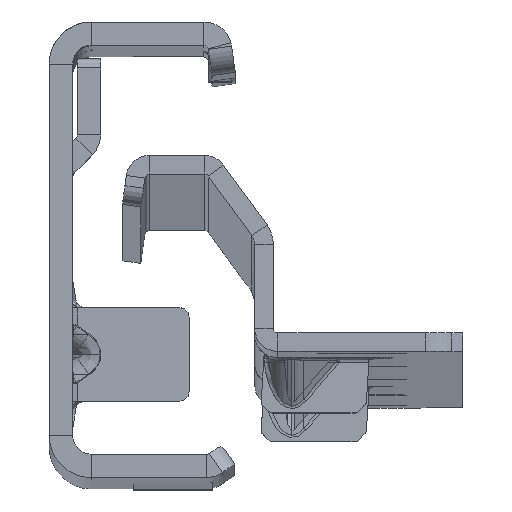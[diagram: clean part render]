
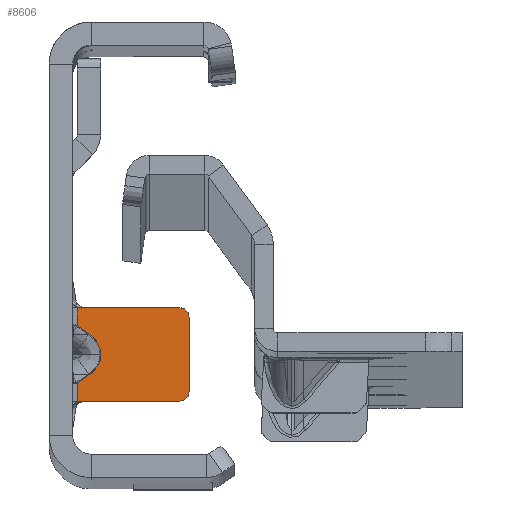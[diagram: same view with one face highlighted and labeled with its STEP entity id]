
A CAD part, top view. The second image highlights one B-rep face of the part: STEP entity #8606.
In plain terms, the highlighted planar face has unit normal (0, 0, 1).
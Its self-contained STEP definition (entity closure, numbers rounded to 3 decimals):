
#11 = VECTOR ( 'NONE', #12804, 1000. ) ;
#57 = DIRECTION ( 'NONE',  ( 0., 0., 1. ) ) ;
#140 = CARTESIAN_POINT ( 'NONE',  ( 0.5, -6.519, -691.5 ) ) ;
#285 = VERTEX_POINT ( 'NONE', #4303 ) ;
#309 = CARTESIAN_POINT ( 'NONE',  ( 0.5, 22.3, -691.5 ) ) ;
#804 = CARTESIAN_POINT ( 'NONE',  ( 0.5, -14.6, -691.5 ) ) ;
#1069 = CARTESIAN_POINT ( 'NONE',  ( 3.573, -10.508, -691.5 ) ) ;
#1185 = VERTEX_POINT ( 'NONE', #804 ) ;
#1363 = AXIS2_PLACEMENT_3D ( 'NONE', #11546, #57, #9216 ) ;
#1369 = LINE ( 'NONE', #3704, #13921 ) ;
#1461 = VERTEX_POINT ( 'NONE', #9100 ) ;
#1635 = ORIENTED_EDGE ( 'NONE', *, *, #4422, .F. ) ;
#1808 = PLANE ( 'NONE',  #4157 ) ;
#1895 =( BOUNDED_CURVE ( )  B_SPLINE_CURVE ( 3, ( #2145, #1069, #15103, #16097 ),
 .UNSPECIFIED., .F., .T. ) 
 B_SPLINE_CURVE_WITH_KNOTS ( ( 4, 4 ),
 ( 2.356, 3.927 ),
 .UNSPECIFIED. ) 
 CURVE ( )  GEOMETRIC_REPRESENTATION_ITEM ( )  RATIONAL_B_SPLINE_CURVE ( ( 1., 0.805, 0.805, 1. ) ) 
 REPRESENTATION_ITEM ( '' )  );
#2028 = DIRECTION ( 'NONE',  ( 0., 0., 1. ) ) ;
#2145 = CARTESIAN_POINT ( 'NONE',  ( 1.757, -11.792, -691.5 ) ) ;
#2368 = DIRECTION ( 'NONE',  ( 0., 1., 0. ) ) ;
#2417 = EDGE_LOOP ( 'NONE', ( #9856, #3709, #1635, #11389, #8853, #15256, #2620, #4090, #15782, #12832, #8936, #7417 ) ) ;
#2570 = EDGE_CURVE ( 'NONE', #2598, #7194, #10514, .T. ) ;
#2598 = VERTEX_POINT ( 'NONE', #16068 ) ;
#2620 = ORIENTED_EDGE ( 'NONE', *, *, #2570, .T. ) ;
#2978 = FACE_OUTER_BOUND ( 'NONE', #2417, .T. ) ;
#3220 = CIRCLE ( 'NONE', #1363, 1. ) ;
#3329 = EDGE_CURVE ( 'NONE', #3392, #14428, #12963, .T. ) ;
#3392 = VERTEX_POINT ( 'NONE', #140 ) ;
#3430 = EDGE_CURVE ( 'NONE', #4004, #285, #3220, .T. ) ;
#3618 = CARTESIAN_POINT ( 'NONE',  ( 0.708, -4.6, -691.5 ) ) ;
#3702 = EDGE_CURVE ( 'NONE', #16059, #14428, #4629, .T. ) ;
#3704 = CARTESIAN_POINT ( 'NONE',  ( 0.5, 22.3, -691.5 ) ) ;
#3709 = ORIENTED_EDGE ( 'NONE', *, *, #5976, .F. ) ;
#3835 = DIRECTION ( 'NONE',  ( -0.816, 0.577, 0. ) ) ;
#3931 = EDGE_CURVE ( 'NONE', #285, #16059, #15397, .T. ) ;
#4004 = VERTEX_POINT ( 'NONE', #15802 ) ;
#4012 = CARTESIAN_POINT ( 'NONE',  ( -1.826, -4.6, -691.5 ) ) ;
#4067 = EDGE_CURVE ( 'NONE', #7194, #4004, #5050, .T. ) ;
#4090 = ORIENTED_EDGE ( 'NONE', *, *, #4067, .T. ) ;
#4157 = AXIS2_PLACEMENT_3D ( 'NONE', #11020, #11950, #10936 ) ;
#4303 = CARTESIAN_POINT ( 'NONE',  ( 11.5, -4.6, -691.5 ) ) ;
#4354 = CARTESIAN_POINT ( 'NONE',  ( -1.826, -14.6, -691.5 ) ) ;
#4422 = EDGE_CURVE ( 'NONE', #1461, #5129, #12347, .T. ) ;
#4629 = LINE ( 'NONE', #12368, #15964 ) ;
#4896 = DIRECTION ( 'NONE',  ( 0., 1., 0. ) ) ;
#5050 = LINE ( 'NONE', #13864, #14910 ) ;
#5129 = VERTEX_POINT ( 'NONE', #15427 ) ;
#5229 = CARTESIAN_POINT ( 'NONE',  ( 12.5, -13.6, -691.5 ) ) ;
#5435 = CARTESIAN_POINT ( 'NONE',  ( -1.826, -14.6, -691.5 ) ) ;
#5684 = VECTOR ( 'NONE', #3835, 1000. ) ;
#5976 = EDGE_CURVE ( 'NONE', #5129, #16246, #1895, .T. ) ;
#6327 = CARTESIAN_POINT ( 'NONE',  ( 2.624, -11.179, -691.5 ) ) ;
#6447 = EDGE_CURVE ( 'NONE', #1185, #13296, #15164, .T. ) ;
#6634 = EDGE_CURVE ( 'NONE', #13296, #2598, #13256, .T. ) ;
#7088 = CARTESIAN_POINT ( 'NONE',  ( 11.5, -13.6, -691.5 ) ) ;
#7194 = VERTEX_POINT ( 'NONE', #5229 ) ;
#7396 = LINE ( 'NONE', #8903, #5684 ) ;
#7417 = ORIENTED_EDGE ( 'NONE', *, *, #3329, .F. ) ;
#7681 = VECTOR ( 'NONE', #12768, 1000. ) ;
#7828 = DIRECTION ( 'NONE',  ( -1., 0., 0. ) ) ;
#8606 = ADVANCED_FACE ( 'NONE', ( #2978 ), #1808, .F. ) ;
#8853 = ORIENTED_EDGE ( 'NONE', *, *, #6447, .T. ) ;
#8903 = CARTESIAN_POINT ( 'NONE',  ( 1.367, -7.131, -691.5 ) ) ;
#8936 = ORIENTED_EDGE ( 'NONE', *, *, #3702, .T. ) ;
#9100 = CARTESIAN_POINT ( 'NONE',  ( 0.5, -12.681, -691.5 ) ) ;
#9216 = DIRECTION ( 'NONE',  ( 0., -1., 0. ) ) ;
#9260 = CARTESIAN_POINT ( 'NONE',  ( 1.757, -7.408, -691.5 ) ) ;
#9783 = DIRECTION ( 'NONE',  ( -1., 0., 0. ) ) ;
#9838 = VECTOR ( 'NONE', #15215, 1000. ) ;
#9856 = ORIENTED_EDGE ( 'NONE', *, *, #15304, .F. ) ;
#10119 = CARTESIAN_POINT ( 'NONE',  ( 0.708, -14.6, -691.5 ) ) ;
#10514 = CIRCLE ( 'NONE', #12108, 1. ) ;
#10936 = DIRECTION ( 'NONE',  ( 0., 1., 0. ) ) ;
#11020 = CARTESIAN_POINT ( 'NONE',  ( -7.326, 22.3, -691.5 ) ) ;
#11389 = ORIENTED_EDGE ( 'NONE', *, *, #16109, .F. ) ;
#11546 = CARTESIAN_POINT ( 'NONE',  ( 11.5, -5.6, -691.5 ) ) ;
#11838 = DIRECTION ( 'NONE',  ( 1., 0., 0. ) ) ;
#11950 = DIRECTION ( 'NONE',  ( 0., 0., -1. ) ) ;
#12108 = AXIS2_PLACEMENT_3D ( 'NONE', #7088, #2028, #13268 ) ;
#12266 = VECTOR ( 'NONE', #7828, 1000. ) ;
#12347 = LINE ( 'NONE', #6327, #9838 ) ;
#12368 = CARTESIAN_POINT ( 'NONE',  ( -1.826, -4.6, -691.5 ) ) ;
#12768 = DIRECTION ( 'NONE',  ( 1., 0., 0. ) ) ;
#12804 = DIRECTION ( 'NONE',  ( 0., 1., 0. ) ) ;
#12832 = ORIENTED_EDGE ( 'NONE', *, *, #3931, .T. ) ;
#12963 = LINE ( 'NONE', #309, #11 ) ;
#13256 = LINE ( 'NONE', #4354, #15380 ) ;
#13268 = DIRECTION ( 'NONE',  ( 0., 1., 0. ) ) ;
#13296 = VERTEX_POINT ( 'NONE', #10119 ) ;
#13864 = CARTESIAN_POINT ( 'NONE',  ( 12.5, -5.6, -691.5 ) ) ;
#13921 = VECTOR ( 'NONE', #2368, 1000. ) ;
#14428 = VERTEX_POINT ( 'NONE', #14432 ) ;
#14432 = CARTESIAN_POINT ( 'NONE',  ( 0.5, -4.6, -691.5 ) ) ;
#14910 = VECTOR ( 'NONE', #4896, 1000. ) ;
#15103 = CARTESIAN_POINT ( 'NONE',  ( 3.573, -8.692, -691.5 ) ) ;
#15164 = LINE ( 'NONE', #5435, #7681 ) ;
#15215 = DIRECTION ( 'NONE',  ( 0.816, 0.577, 0. ) ) ;
#15256 = ORIENTED_EDGE ( 'NONE', *, *, #6634, .T. ) ;
#15304 = EDGE_CURVE ( 'NONE', #16246, #3392, #7396, .T. ) ;
#15380 = VECTOR ( 'NONE', #11838, 1000. ) ;
#15397 = LINE ( 'NONE', #4012, #12266 ) ;
#15427 = CARTESIAN_POINT ( 'NONE',  ( 1.757, -11.792, -691.5 ) ) ;
#15782 = ORIENTED_EDGE ( 'NONE', *, *, #3430, .T. ) ;
#15802 = CARTESIAN_POINT ( 'NONE',  ( 12.5, -5.6, -691.5 ) ) ;
#15964 = VECTOR ( 'NONE', #9783, 1000. ) ;
#16059 = VERTEX_POINT ( 'NONE', #3618 ) ;
#16068 = CARTESIAN_POINT ( 'NONE',  ( 11.5, -14.6, -691.5 ) ) ;
#16097 = CARTESIAN_POINT ( 'NONE',  ( 1.757, -7.408, -691.5 ) ) ;
#16109 = EDGE_CURVE ( 'NONE', #1185, #1461, #1369, .T. ) ;
#16246 = VERTEX_POINT ( 'NONE', #9260 ) ;
